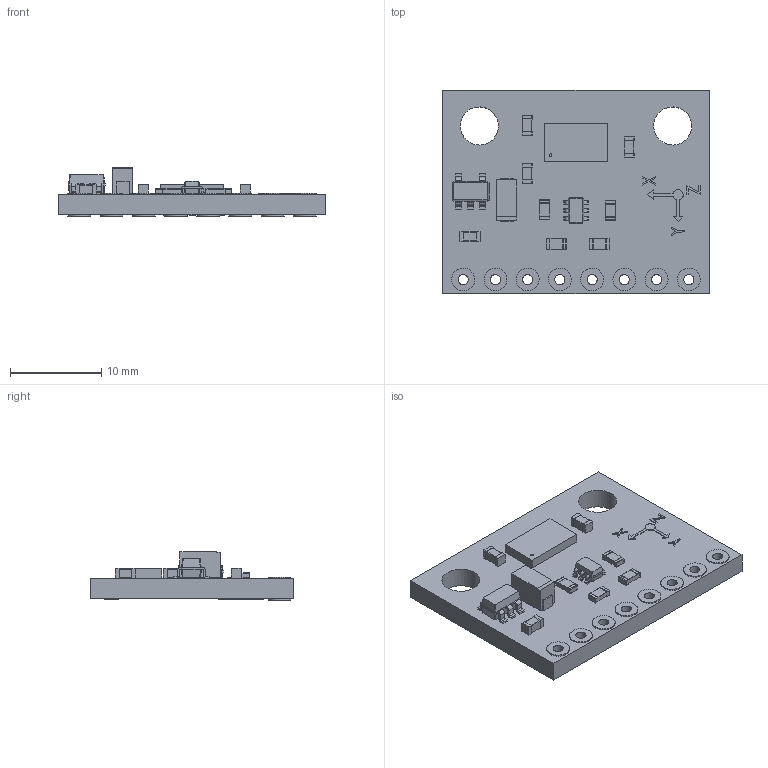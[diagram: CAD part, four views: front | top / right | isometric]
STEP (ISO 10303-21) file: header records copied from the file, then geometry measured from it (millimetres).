
FILE_DESCRIPTION(('FreeCAD Model'),'2;1');
FILE_NAME('Open CASCADE Shape Model','2025-05-02T23:38:51',('FreeCAD'),( 'FreeCAD'),'Open CASCADE STEP processor 7.6','FreeCAD','Unknown');
FILE_SCHEMA(('AUTOMOTIVE_DESIGN { 1 0 10303 214 1 1 1 1 }'));
Length unit declared in the file: millimetre
Products named in the file (1): Open CASCADE STEP translator 7.6 1
Bounding box: 29.26 x 22.29 x 5.3 mm (x, y, z)
Volume: 1484.6 mm3; surface area: 2253.4 mm2
Topology: 61 solids, 61 shells, 1275 faces, 3222 edges, 2108 vertices
Faces by surface type: bspline 1275
Entity records: 36209 total; most frequent: CARTESIAN_POINT 16309, ORIENTED_EDGE 6444, EDGE_CURVE 3222, B_SPLINE_CURVE_WITH_KNOTS 2884, VERTEX_POINT 2108, FACE_BOUND 1362, EDGE_LOOP 1362, ADVANCED_FACE 1275
